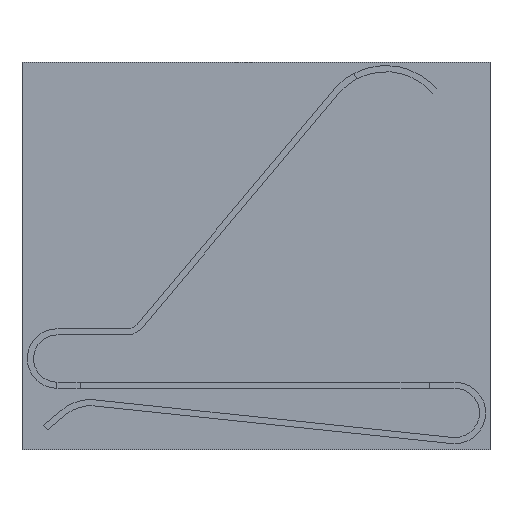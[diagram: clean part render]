
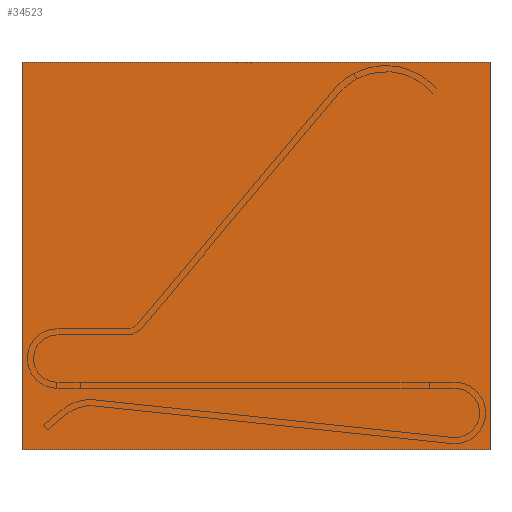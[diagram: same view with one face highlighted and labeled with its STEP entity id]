
A CAD part, front view. The second image highlights one B-rep face of the part: STEP entity #34523.
In plain terms, the highlighted planar face has unit normal (0, -1, 0).
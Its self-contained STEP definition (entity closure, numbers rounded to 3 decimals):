
#3439=ORIENTED_EDGE('',*,*,#14347,.T.);
#3440=ORIENTED_EDGE('',*,*,#14351,.T.);
#3441=ORIENTED_EDGE('',*,*,#14354,.T.);
#3442=ORIENTED_EDGE('',*,*,#14356,.T.);
#14347=EDGE_CURVE('',#19809,#19808,#23406,.T.);
#14351=EDGE_CURVE('',#19808,#19811,#23410,.T.);
#14354=EDGE_CURVE('',#19811,#19813,#23413,.T.);
#14356=EDGE_CURVE('',#19813,#19809,#23415,.T.);
#19808=VERTEX_POINT('',#49410);
#19809=VERTEX_POINT('',#49412);
#19811=VERTEX_POINT('',#49418);
#19813=VERTEX_POINT('',#49424);
#23406=LINE('',#49411,#26435);
#23410=LINE('',#49419,#26439);
#23413=LINE('',#49425,#26442);
#23415=LINE('',#49428,#26444);
#26435=VECTOR('',#39761,1000.);
#26439=VECTOR('',#39767,1000.);
#26442=VECTOR('',#39772,1000.);
#26444=VECTOR('',#39776,1000.);
#29466=EDGE_LOOP('',(#3439,#3440,#3441,#3442));
#31525=FACE_BOUND('',#29466,.T.);
#33584=PLANE('',#36450);
#34523=ADVANCED_FACE('',(#31525),#33584,.T.);
#36450=AXIS2_PLACEMENT_3D('',#49429,#39777,#39778);
#39761=DIRECTION('',(0.,0.,-1.));
#39767=DIRECTION('',(1.,0.,0.));
#39772=DIRECTION('',(0.,0.,1.));
#39776=DIRECTION('',(-1.,0.,0.));
#39777=DIRECTION('',(0.,-1.,0.));
#39778=DIRECTION('',(0.,0.,-1.));
#49410=CARTESIAN_POINT('',(-4.95,-203.6,-4.1));
#49411=CARTESIAN_POINT('',(-4.95,-203.6,4.1));
#49412=CARTESIAN_POINT('',(-4.95,-203.6,4.1));
#49418=CARTESIAN_POINT('',(4.95,-203.6,-4.1));
#49419=CARTESIAN_POINT('',(-4.95,-203.6,-4.1));
#49424=CARTESIAN_POINT('',(4.95,-203.6,4.1));
#49425=CARTESIAN_POINT('',(4.95,-203.6,-4.1));
#49428=CARTESIAN_POINT('',(4.95,-203.6,4.1));
#49429=CARTESIAN_POINT('',(0.,-203.6,0.));
